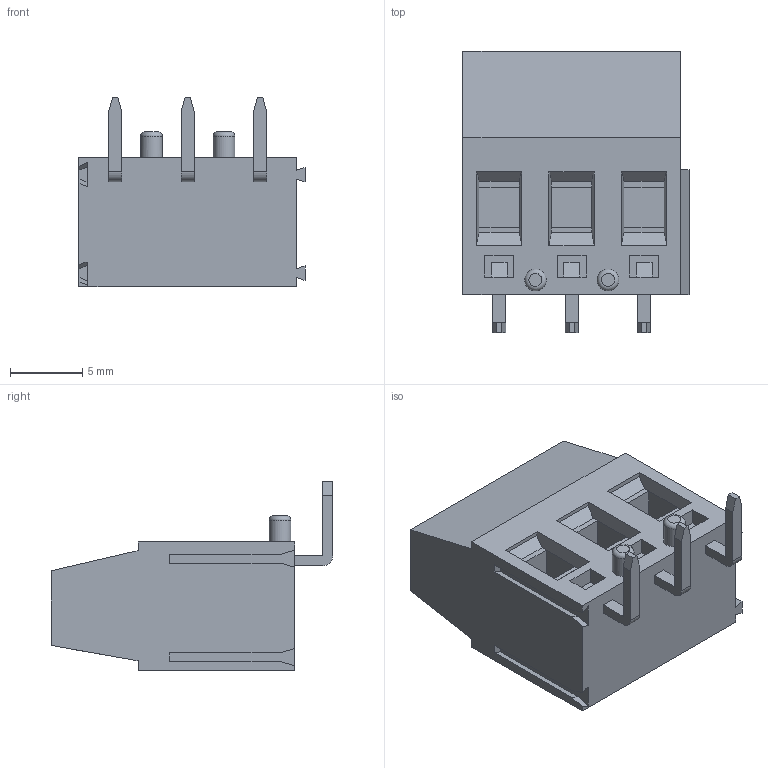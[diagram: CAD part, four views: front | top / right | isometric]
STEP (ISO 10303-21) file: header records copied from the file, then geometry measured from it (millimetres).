
FILE_DESCRIPTION(('STEP AP214'),'1');
FILE_NAME('MVE253-5-HR.stp','2019-09-20T08:43:53',(' '),(' '),'Spatial InterOp 3D',' ',' ');
FILE_SCHEMA(('automotive_design'));
Length unit declared in the file: metre
Products named in the file (1): 1
Bounding box: 15.6 x 19.45 x 13.1 mm (x, y, z)
Volume: 1765.4 mm3; surface area: 1679.8 mm2
Topology: 1 solids, 1 shells, 188 faces, 480 edges, 317 vertices
Faces by surface type: plane 161, cylinder 21, cone 3, torus 2, extrusion 1
Full cylindrical faces by diameter (mm): 1.5 x2, 2.6 x3, 2.85 x3, 3.8 x3, 4.1 x3
Entity records: 6936 total; most frequent: CARTESIAN_POINT 967, ORIENTED_EDGE 898, DIRECTION 875, EDGE_CURVE 449, VECTOR 393, LINE 392, VERTEX_POINT 305, AXIS2_PLACEMENT_3D 241
